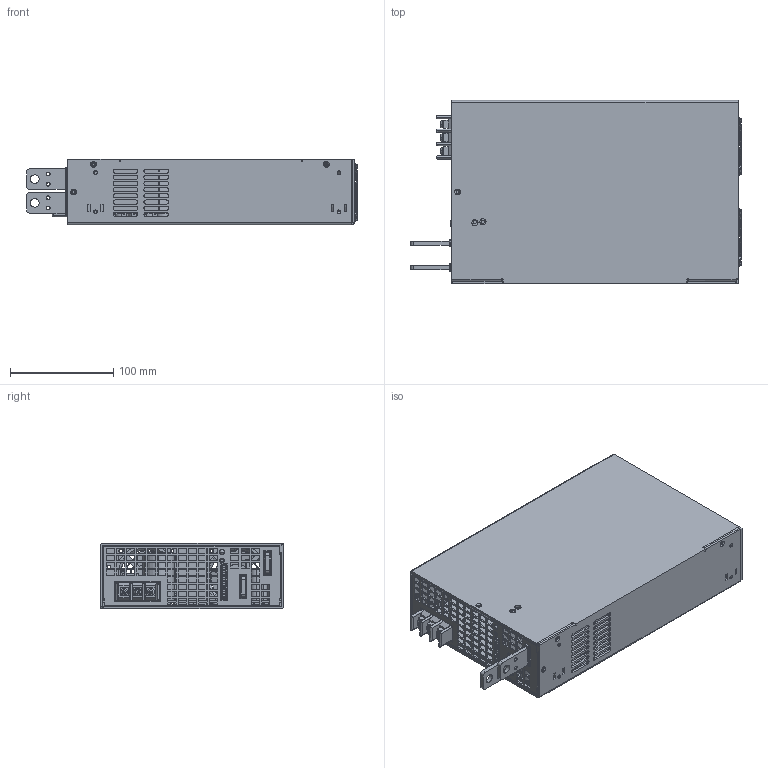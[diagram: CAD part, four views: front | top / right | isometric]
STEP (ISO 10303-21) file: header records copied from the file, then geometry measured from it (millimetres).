
FILE_DESCRIPTION(('OneSpaceDesigner STEP Export'),'2;1');
FILE_NAME('RSP-3000.stp','2011-05-16T10:05:52',(''),(''),'OneSpace Designer STEP processor for AP214 (Solid Model)','OneSpace Designer 13.20 11-May-2005 (C) CoCreate Software GmbH','');
FILE_SCHEMA(('AUTOMOTIVE_DESIGN { 1 0 10303 214 1 1 1 1 }'));
Length unit declared in the file: millimetre
Products named in the file (25): ¤W»\.1; ¤W»\.1.1; pcb.1; VR.1; p1; 1; JS100107; JS100107.1; p2; JS100107.1.1.1.1; pcb-2; pcb; ¤W»\; FAN_4715KL40WB30_2.1; FAN_4715KL40WB30_2; FAN-ALL.1; ­·®°; M3-7L.1.1.1; ¤U»\base; ¾É¹q»É¤ù1; ¾É¹q»É¤ù2; RSP-3000
Assembly tree (41 placements, depth 5):
  RSP-3000
    ¾É¹q»É¤ù2
    ¾É¹q»É¤ù1
    ¤W»\.1.1  x2
    ¤U»\base
      M3-7L.1.1.1  x7
    ­·®°
      FAN-ALL.1  x2
        FAN_4715KL40WB30_2
        FAN_4715KL40WB30_2.1
    ¤W»\
    pcb
      pcb-2
        VR.1  x2
        JS100107.1.1.1.1  x2
          p2
          p1
        JS100107.1  x2
          1
          p1
        JS100107
          1  x4
          p1
      pcb.1
    ¤W»\.1
Bounding box: 321.24 x 177.8 x 63.5 mm (x, y, z)
Volume: 610033.1 mm3; surface area: 529679 mm2
Topology: 37 solids, 39 shells, 3208 faces, 8862 edges, 5682 vertices
Faces by surface type: plane 1786, cylinder 914, torus 218, cone 146, bspline 120, sphere 24
Entity records: 98165 total; most frequent: CARTESIAN_POINT 36287, ORIENTED_EDGE 14062, DIRECTION 10391, EDGE_CURVE 7034, VERTEX_POINT 4543, VECTOR 4305, LINE 4305, AXIS2_PLACEMENT_3D 3043
